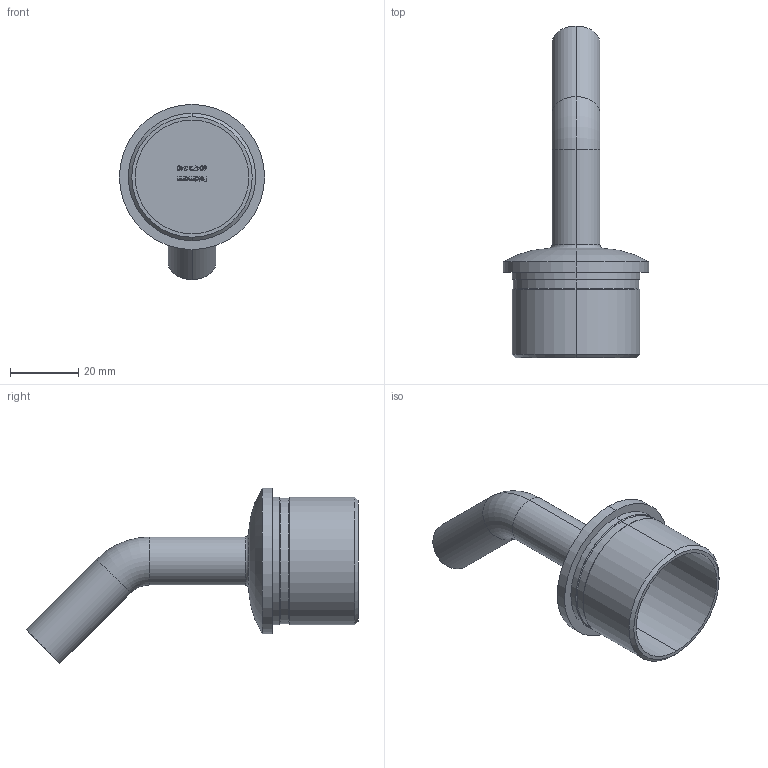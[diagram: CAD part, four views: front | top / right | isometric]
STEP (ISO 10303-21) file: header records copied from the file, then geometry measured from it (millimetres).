
FILE_DESCRIPTION (( 'STEP AP203' ), '1' );
FILE_NAME ('60472-240.step', '2015-09-17T15:49:06', ( '' ), ( '' ), 'SwSTEP 2.0', 'SolidWorks 2015', '' );
FILE_SCHEMA (( 'CONFIG_CONTROL_DESIGN' ));
Length unit declared in the file: millimetre
Products named in the file (1): 60472-240
Bounding box: 42.4 x 96.95 x 51.17 mm (x, y, z)
Volume: 23955.8 mm3; surface area: 11892.2 mm2
Topology: 1 solids, 1 shells, 249 faces, 638 edges, 420 vertices
Faces by surface type: plane 136, bspline 87, cylinder 14, torus 6, cone 6
Entity records: 12465 total; most frequent: CARTESIAN_POINT 6899, ORIENTED_EDGE 1276, DIRECTION 832, EDGE_CURVE 638, LINE 422, VECTOR 422, VERTEX_POINT 420, EDGE_LOOP 278
